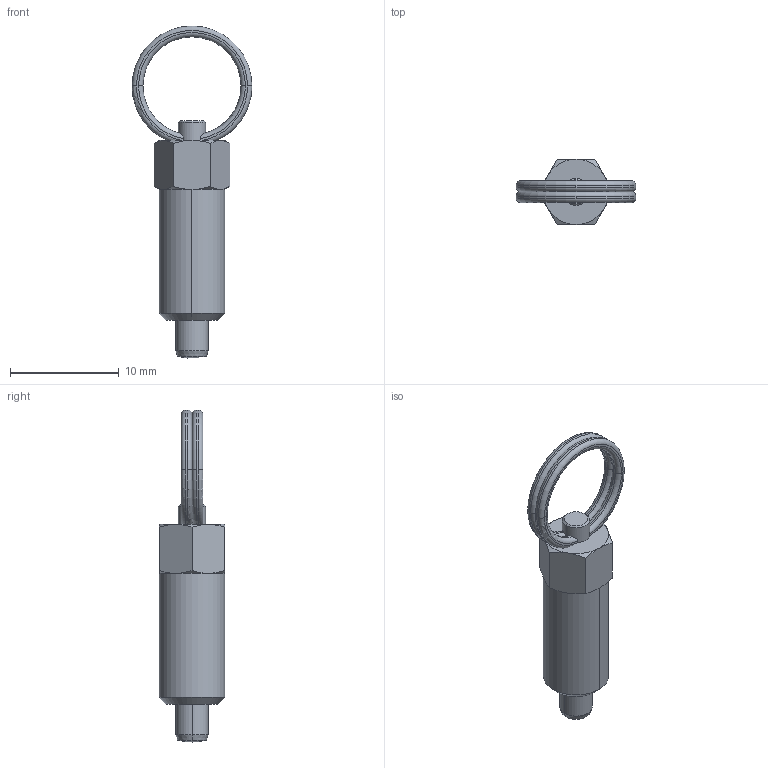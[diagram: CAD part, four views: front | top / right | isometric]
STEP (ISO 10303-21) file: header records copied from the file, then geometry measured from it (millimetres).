
FILE_DESCRIPTION(('STEP AP214'),'1');
FILE_NAME(' ',' ',('TraceParts'),('TraceParts S.A.'),'XStep 1.0',' ',' ');
FILE_SCHEMA(('automotive_design'));
Length unit declared in the file: millimetre
Products named in the file (2): 1; 2
Bounding box: 11 x 6 x 30.48 mm (x, y, z)
Volume: 558.5 mm3; surface area: 875.8 mm2
Topology: 2 solids, 2 shells, 74 faces, 182 edges, 112 vertices
Faces by surface type: torus 24, cone 18, cylinder 18, plane 13, sphere 1
Entity records: 4469 total; most frequent: CARTESIAN_POINT 638, DIRECTION 388, STYLED_ITEM 370, PRESENTATION_STYLE_ASSIGNMENT 370, COLOUR_RGB 370, ORIENTED_EDGE 364, EDGE_CURVE 182, CURVE_STYLE 182
